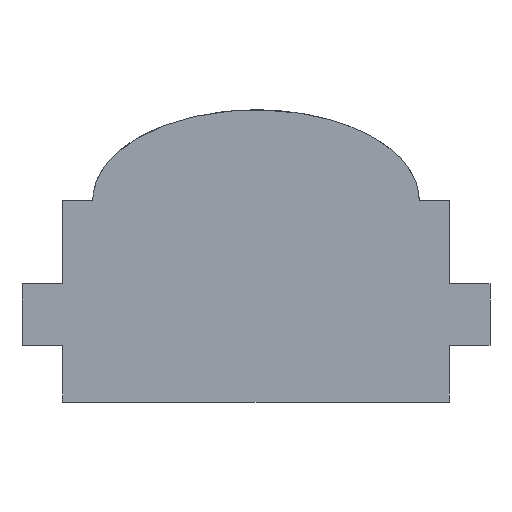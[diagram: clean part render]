
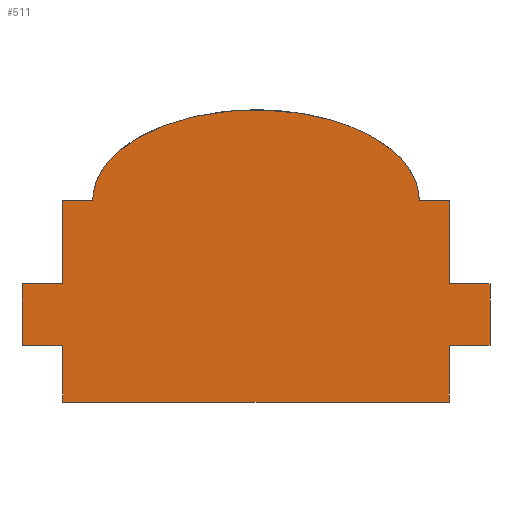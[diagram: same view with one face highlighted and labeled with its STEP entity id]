
A CAD part, front view. The second image highlights one B-rep face of the part: STEP entity #511.
In plain terms, the highlighted planar face has unit normal (0, -1, 0).
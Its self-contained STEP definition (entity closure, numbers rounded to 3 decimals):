
#40=PLANE('',#539);
#42=ELLIPSE('',#515,6.623,3.663);
#46=LINE('',#818,#110);
#50=LINE('',#825,#114);
#75=LINE('',#879,#139);
#79=LINE('',#887,#143);
#82=LINE('',#892,#146);
#84=LINE('',#896,#148);
#87=LINE('',#902,#151);
#90=LINE('',#908,#154);
#93=LINE('',#914,#157);
#96=LINE('',#920,#160);
#99=LINE('',#926,#163);
#102=LINE('',#932,#166);
#105=LINE('',#937,#169);
#110=VECTOR('',#552,10.);
#114=VECTOR('',#556,10.);
#139=VECTOR('',#603,10.);
#143=VECTOR('',#609,10.);
#146=VECTOR('',#614,10.);
#148=VECTOR('',#618,10.);
#151=VECTOR('',#623,10.);
#154=VECTOR('',#628,10.);
#157=VECTOR('',#633,10.);
#160=VECTOR('',#638,10.);
#163=VECTOR('',#643,10.);
#166=VECTOR('',#648,10.);
#169=VECTOR('',#653,10.);
#197=FACE_OUTER_BOUND('',#224,.T.);
#224=EDGE_LOOP('',(#451,#452,#453,#454,#455,#456,#457,#458,#459,#460,#461,
#462,#463,#464));
#236=VERTEX_POINT('',#809);
#237=VERTEX_POINT('',#811);
#238=VERTEX_POINT('',#817);
#241=VERTEX_POINT('',#823);
#258=VERTEX_POINT('',#877);
#259=VERTEX_POINT('',#878);
#262=VERTEX_POINT('',#886);
#264=VERTEX_POINT('',#895);
#266=VERTEX_POINT('',#901);
#268=VERTEX_POINT('',#907);
#270=VERTEX_POINT('',#913);
#272=VERTEX_POINT('',#919);
#274=VERTEX_POINT('',#925);
#276=VERTEX_POINT('',#931);
#283=EDGE_CURVE('',#237,#236,#42,.T.);
#286=EDGE_CURVE('',#237,#238,#46,.T.);
#290=EDGE_CURVE('',#241,#236,#50,.T.);
#315=EDGE_CURVE('',#258,#259,#75,.T.);
#319=EDGE_CURVE('',#262,#258,#79,.T.);
#322=EDGE_CURVE('',#238,#262,#82,.T.);
#324=EDGE_CURVE('',#241,#264,#84,.T.);
#327=EDGE_CURVE('',#264,#266,#87,.T.);
#330=EDGE_CURVE('',#266,#268,#90,.T.);
#333=EDGE_CURVE('',#268,#270,#93,.T.);
#336=EDGE_CURVE('',#270,#272,#96,.T.);
#339=EDGE_CURVE('',#272,#274,#99,.T.);
#342=EDGE_CURVE('',#276,#274,#102,.T.);
#345=EDGE_CURVE('',#259,#276,#105,.T.);
#451=ORIENTED_EDGE('',*,*,#345,.F.);
#452=ORIENTED_EDGE('',*,*,#315,.F.);
#453=ORIENTED_EDGE('',*,*,#319,.F.);
#454=ORIENTED_EDGE('',*,*,#322,.F.);
#455=ORIENTED_EDGE('',*,*,#286,.F.);
#456=ORIENTED_EDGE('',*,*,#283,.T.);
#457=ORIENTED_EDGE('',*,*,#290,.F.);
#458=ORIENTED_EDGE('',*,*,#324,.T.);
#459=ORIENTED_EDGE('',*,*,#327,.T.);
#460=ORIENTED_EDGE('',*,*,#330,.T.);
#461=ORIENTED_EDGE('',*,*,#333,.T.);
#462=ORIENTED_EDGE('',*,*,#336,.T.);
#463=ORIENTED_EDGE('',*,*,#339,.T.);
#464=ORIENTED_EDGE('',*,*,#342,.F.);
#511=ADVANCED_FACE('',(#197),#40,.T.);
#515=AXIS2_PLACEMENT_3D('',#812,#544,#545);
#539=AXIS2_PLACEMENT_3D('',#939,#655,#656);
#544=DIRECTION('center_axis',(0.,-1.,0.));
#545=DIRECTION('ref_axis',(1.,0.,0.));
#552=DIRECTION('',(1.,0.,0.));
#556=DIRECTION('',(1.,0.,0.));
#603=DIRECTION('',(0.,0.,-1.));
#609=DIRECTION('',(1.,0.,0.));
#614=DIRECTION('',(0.,0.,-1.));
#618=DIRECTION('',(0.,0.,-1.));
#623=DIRECTION('',(-1.,0.,0.));
#628=DIRECTION('',(0.,0.,-1.));
#633=DIRECTION('',(1.,0.,0.));
#638=DIRECTION('',(0.,0.,-1.));
#643=DIRECTION('',(1.,0.,0.));
#648=DIRECTION('',(0.,0.,-1.));
#653=DIRECTION('',(-1.,0.,0.));
#655=DIRECTION('center_axis',(0.,-1.,0.));
#656=DIRECTION('ref_axis',(1.,0.,0.));
#809=CARTESIAN_POINT('',(13.516,-2.108,126.72));
#811=CARTESIAN_POINT('',(26.762,-2.108,126.72));
#812=CARTESIAN_POINT('Origin',(20.139,-2.108,126.72));
#817=CARTESIAN_POINT('',(27.989,-2.108,126.72));
#818=CARTESIAN_POINT('',(12.139,-2.108,126.72));
#823=CARTESIAN_POINT('',(12.289,-2.108,126.72));
#825=CARTESIAN_POINT('',(12.139,-2.108,126.72));
#877=CARTESIAN_POINT('',(29.639,-2.108,123.32));
#878=CARTESIAN_POINT('',(29.639,-2.108,120.82));
#879=CARTESIAN_POINT('',(29.639,-2.108,123.32));
#886=CARTESIAN_POINT('',(27.989,-2.108,123.32));
#887=CARTESIAN_POINT('',(28.139,-2.108,123.32));
#892=CARTESIAN_POINT('',(27.989,-2.108,123.62));
#895=CARTESIAN_POINT('',(12.289,-2.108,123.32));
#896=CARTESIAN_POINT('',(12.289,-2.108,123.62));
#901=CARTESIAN_POINT('',(10.639,-2.108,123.32));
#902=CARTESIAN_POINT('',(12.139,-2.108,123.32));
#907=CARTESIAN_POINT('',(10.639,-2.108,120.82));
#908=CARTESIAN_POINT('',(10.639,-2.108,123.32));
#913=CARTESIAN_POINT('',(12.289,-2.108,120.82));
#914=CARTESIAN_POINT('',(10.639,-2.108,120.82));
#919=CARTESIAN_POINT('',(12.289,-2.108,118.52));
#920=CARTESIAN_POINT('',(12.289,-2.108,123.62));
#925=CARTESIAN_POINT('',(27.989,-2.108,118.52));
#926=CARTESIAN_POINT('',(12.139,-2.108,118.52));
#931=CARTESIAN_POINT('',(27.989,-2.108,120.82));
#932=CARTESIAN_POINT('',(27.989,-2.108,122.02));
#937=CARTESIAN_POINT('',(29.639,-2.108,120.82));
#939=CARTESIAN_POINT('Origin',(25.83,-2.108,59.47));
